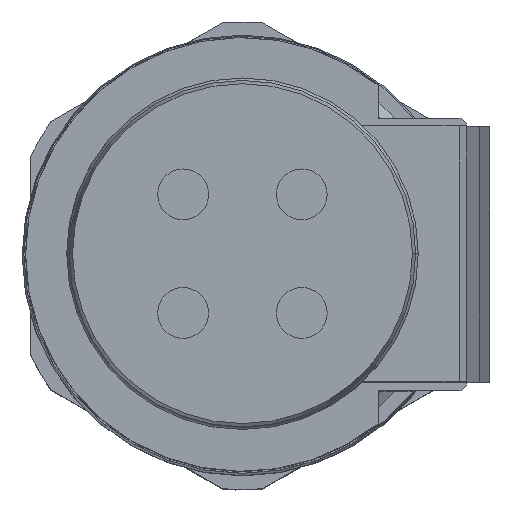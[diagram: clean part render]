
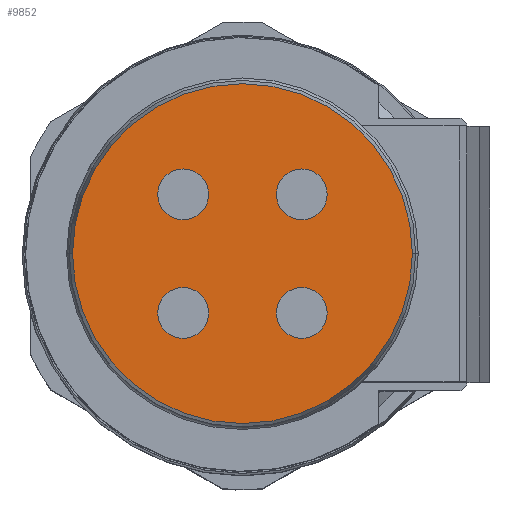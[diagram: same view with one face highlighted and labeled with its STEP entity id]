
A CAD part, top view. The second image highlights one B-rep face of the part: STEP entity #9852.
In plain terms, the highlighted planar face has unit normal (0, 0, 1).
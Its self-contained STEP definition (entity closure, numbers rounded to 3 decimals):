
#3046=CARTESIAN_POINT('',(0.,0.,6.5));
#3047=DIRECTION('',(0.,0.,1.));
#3048=DIRECTION('',(1.,0.,0.));
#3049=AXIS2_PLACEMENT_3D('',#3046,#3047,#3048);
#3051=CARTESIAN_POINT('',(0.,0.,6.5));
#3052=DIRECTION('',(0.,0.,-1.));
#3053=DIRECTION('',(1.,0.,0.));
#3054=AXIS2_PLACEMENT_3D('',#3051,#3052,#3053);
#3056=CARTESIAN_POINT('',(3.5,3.5,6.5));
#3057=DIRECTION('',(0.,0.,1.));
#3058=DIRECTION('',(0.,-1.,0.));
#3059=AXIS2_PLACEMENT_3D('',#3056,#3057,#3058);
#3061=CARTESIAN_POINT('',(3.5,3.5,6.5));
#3062=DIRECTION('',(0.,0.,1.));
#3063=DIRECTION('',(0.,1.,0.));
#3064=AXIS2_PLACEMENT_3D('',#3061,#3062,#3063);
#3066=CARTESIAN_POINT('',(3.5,-3.5,6.5));
#3067=DIRECTION('',(0.,0.,1.));
#3068=DIRECTION('',(0.,-1.,0.));
#3069=AXIS2_PLACEMENT_3D('',#3066,#3067,#3068);
#3071=CARTESIAN_POINT('',(3.5,-3.5,6.5));
#3072=DIRECTION('',(0.,0.,1.));
#3073=DIRECTION('',(0.,1.,0.));
#3074=AXIS2_PLACEMENT_3D('',#3071,#3072,#3073);
#3076=CARTESIAN_POINT('',(-3.5,3.5,6.5));
#3077=DIRECTION('',(0.,0.,1.));
#3078=DIRECTION('',(0.,-1.,0.));
#3079=AXIS2_PLACEMENT_3D('',#3076,#3077,#3078);
#3081=CARTESIAN_POINT('',(-3.5,3.5,6.5));
#3082=DIRECTION('',(0.,0.,1.));
#3083=DIRECTION('',(0.,1.,0.));
#3084=AXIS2_PLACEMENT_3D('',#3081,#3082,#3083);
#3086=CARTESIAN_POINT('',(-3.5,-3.5,6.5));
#3087=DIRECTION('',(0.,0.,1.));
#3088=DIRECTION('',(0.,-1.,0.));
#3089=AXIS2_PLACEMENT_3D('',#3086,#3087,#3088);
#3091=CARTESIAN_POINT('',(-3.5,-3.5,6.5));
#3092=DIRECTION('',(0.,0.,1.));
#3093=DIRECTION('',(0.,1.,0.));
#3094=AXIS2_PLACEMENT_3D('',#3091,#3092,#3093);
#6400=CARTESIAN_POINT('',(10.03,0.,6.5));
#6402=VERTEX_POINT('',#6400);
#6404=CARTESIAN_POINT('',(-10.03,0.,6.5));
#6406=VERTEX_POINT('',#6404);
#6461=CARTESIAN_POINT('',(3.5,2.,6.5));
#6462=CARTESIAN_POINT('',(3.5,5.,6.5));
#6463=VERTEX_POINT('',#6461);
#6464=VERTEX_POINT('',#6462);
#6465=CARTESIAN_POINT('',(3.5,-5.,6.5));
#6466=CARTESIAN_POINT('',(3.5,-2.,6.5));
#6467=VERTEX_POINT('',#6465);
#6468=VERTEX_POINT('',#6466);
#6469=CARTESIAN_POINT('',(-3.5,2.,6.5));
#6470=CARTESIAN_POINT('',(-3.5,5.,6.5));
#6471=VERTEX_POINT('',#6469);
#6472=VERTEX_POINT('',#6470);
#6473=CARTESIAN_POINT('',(-3.5,-5.,6.5));
#6474=CARTESIAN_POINT('',(-3.5,-2.,6.5));
#6475=VERTEX_POINT('',#6473);
#6476=VERTEX_POINT('',#6474);
#9819=CARTESIAN_POINT('',(0.,0.,6.5));
#9820=DIRECTION('',(0.,0.,1.));
#9821=DIRECTION('',(0.,1.,0.));
#9822=AXIS2_PLACEMENT_3D('',#9819,#9820,#9821);
#9823=PLANE('',#9822);
#9824=ORIENTED_EDGE('',*,*,#9812,.F.);
#9825=ORIENTED_EDGE('',*,*,#9801,.T.);
#9826=EDGE_LOOP('',(#9824,#9825));
#9827=FACE_OUTER_BOUND('',#9826,.F.);
#9829=ORIENTED_EDGE('',*,*,#9828,.T.);
#9831=ORIENTED_EDGE('',*,*,#9830,.T.);
#9832=EDGE_LOOP('',(#9829,#9831));
#9833=FACE_BOUND('',#9832,.F.);
#9835=ORIENTED_EDGE('',*,*,#9834,.T.);
#9837=ORIENTED_EDGE('',*,*,#9836,.T.);
#9838=EDGE_LOOP('',(#9835,#9837));
#9839=FACE_BOUND('',#9838,.F.);
#9841=ORIENTED_EDGE('',*,*,#9840,.T.);
#9843=ORIENTED_EDGE('',*,*,#9842,.T.);
#9844=EDGE_LOOP('',(#9841,#9843));
#9845=FACE_BOUND('',#9844,.F.);
#9847=ORIENTED_EDGE('',*,*,#9846,.T.);
#9849=ORIENTED_EDGE('',*,*,#9848,.T.);
#9850=EDGE_LOOP('',(#9847,#9849));
#9851=FACE_BOUND('',#9850,.F.);
#9852=ADVANCED_FACE('',(#9827,#9833,#9839,#9845,#9851),#9823,.T.);
#3050=CIRCLE('',#3049,10.03);
#3055=CIRCLE('',#3054,10.03);
#3060=CIRCLE('',#3059,1.5);
#3065=CIRCLE('',#3064,1.5);
#3070=CIRCLE('',#3069,1.5);
#3075=CIRCLE('',#3074,1.5);
#3080=CIRCLE('',#3079,1.5);
#3085=CIRCLE('',#3084,1.5);
#3090=CIRCLE('',#3089,1.5);
#3095=CIRCLE('',#3094,1.5);
#9801=EDGE_CURVE('',#6402,#6406,#3055,.T.);
#9812=EDGE_CURVE('',#6402,#6406,#3050,.T.);
#9828=EDGE_CURVE('',#6463,#6464,#3060,.T.);
#9830=EDGE_CURVE('',#6464,#6463,#3065,.T.);
#9834=EDGE_CURVE('',#6467,#6468,#3070,.T.);
#9836=EDGE_CURVE('',#6468,#6467,#3075,.T.);
#9840=EDGE_CURVE('',#6471,#6472,#3080,.T.);
#9842=EDGE_CURVE('',#6472,#6471,#3085,.T.);
#9846=EDGE_CURVE('',#6475,#6476,#3090,.T.);
#9848=EDGE_CURVE('',#6476,#6475,#3095,.T.);
